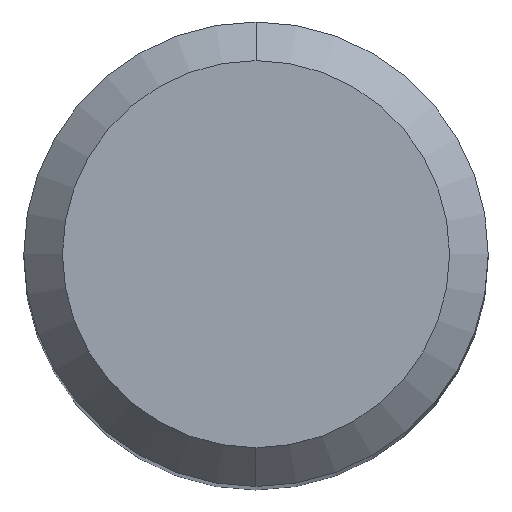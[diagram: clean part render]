
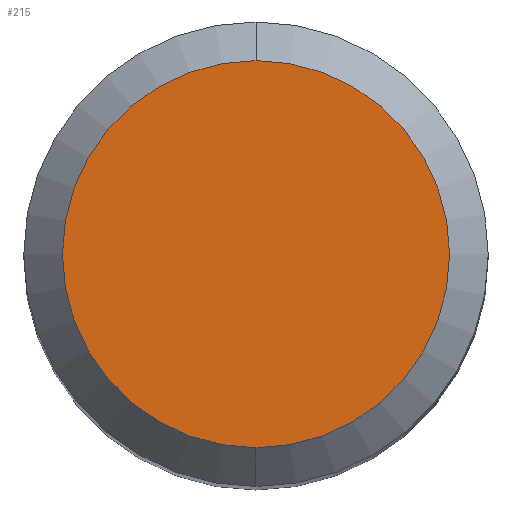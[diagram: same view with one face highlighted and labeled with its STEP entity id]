
A CAD part, top view. The second image highlights one B-rep face of the part: STEP entity #215.
In plain terms, the highlighted planar face has unit normal (0, 0, 1).
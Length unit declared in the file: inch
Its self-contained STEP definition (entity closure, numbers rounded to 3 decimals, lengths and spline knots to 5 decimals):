
#20 = CIRCLE ( 'NONE', #282, 0.15625 ) ;
#47 = DIRECTION ( 'NONE',  ( 0., 0., 1. ) ) ;
#53 = VERTEX_POINT ( 'NONE', #312 ) ;
#61 = EDGE_CURVE ( 'NONE', #408, #53, #255, .T. ) ;
#68 = AXIS2_PLACEMENT_3D ( 'NONE', #101, #348, #311 ) ;
#88 = EDGE_LOOP ( 'NONE', ( #119, #145 ) ) ;
#101 = CARTESIAN_POINT ( 'NONE',  ( 0., 0., 0. ) ) ;
#119 = ORIENTED_EDGE ( 'NONE', *, *, #61, .T. ) ;
#145 = ORIENTED_EDGE ( 'NONE', *, *, #363, .T. ) ;
#148 = CARTESIAN_POINT ( 'NONE',  ( 0., 0.15625, 0. ) ) ;
#169 = DIRECTION ( 'NONE',  ( 0., 1., 0. ) ) ;
#200 = PLANE ( 'NONE',  #242 ) ;
#215 = ADVANCED_FACE ( 'NONE', ( #359 ), #200, .F. ) ;
#242 = AXIS2_PLACEMENT_3D ( 'NONE', #260, #394, #169 ) ;
#255 = CIRCLE ( 'NONE', #68, 0.15625 ) ;
#260 = CARTESIAN_POINT ( 'NONE',  ( 0., 0.15625, 0. ) ) ;
#282 = AXIS2_PLACEMENT_3D ( 'NONE', #324, #47, #293 ) ;
#293 = DIRECTION ( 'NONE',  ( 0., -1., 0. ) ) ;
#311 = DIRECTION ( 'NONE',  ( 0., -1., 0. ) ) ;
#312 = CARTESIAN_POINT ( 'NONE',  ( 0., -0.15625, 0. ) ) ;
#324 = CARTESIAN_POINT ( 'NONE',  ( 0., 0., 0. ) ) ;
#348 = DIRECTION ( 'NONE',  ( 0., 0., 1. ) ) ;
#359 = FACE_OUTER_BOUND ( 'NONE', #88, .T. ) ;
#363 = EDGE_CURVE ( 'NONE', #53, #408, #20, .T. ) ;
#394 = DIRECTION ( 'NONE',  ( 0., 0., -1. ) ) ;
#408 = VERTEX_POINT ( 'NONE', #148 ) ;
